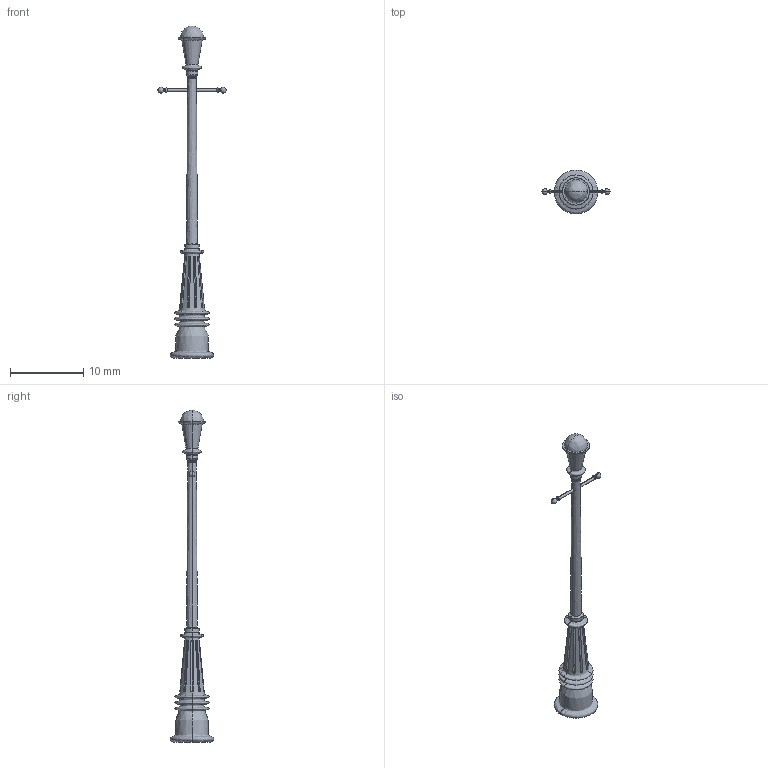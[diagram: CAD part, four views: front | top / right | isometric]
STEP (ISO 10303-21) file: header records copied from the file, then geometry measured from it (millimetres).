
FILE_DESCRIPTION(/* description */ (''),/* implementation_level */ '2;1');
FILE_NAME(/* name */ 'scale decorative lamp post v4',/* time_stamp */ '2025-04-16T17:46:08-04:00',/* author */ (''),/* organization */ (''),/* preprocessor_version */ 'ST-DEVELOPER v19.2',/* originating_system */ 'Rhino 8.18',/* authorisation */ '');
FILE_SCHEMA (('CONFIG_CONTROL_DESIGN'));
Length unit declared in the file: inch
Products named in the file (1): Document
Bounding box: 9.3 x 5.95 x 45.28 mm (x, y, z)
Volume: 162.8 mm3; surface area: 445 mm2
Topology: 3 solids, 3 shells, 119 faces, 287 edges, 147 vertices
Faces by surface type: bspline 87, cylinder 18, plane 14
Entity records: 6922 total; most frequent: CARTESIAN_POINT 4972, ORIENTED_EDGE 502, EDGE_CURVE 251, DIRECTION 204, VERTEX_POINT 147, EDGE_LOOP 128, ADVANCED_FACE 119, FACE_OUTER_BOUND 119
